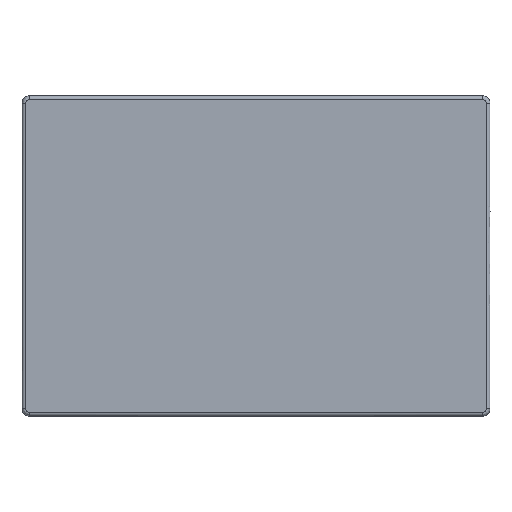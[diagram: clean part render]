
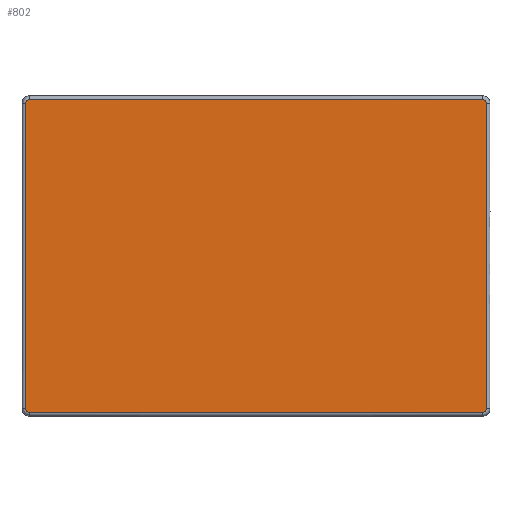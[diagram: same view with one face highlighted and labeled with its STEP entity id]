
A CAD part, top view. The second image highlights one B-rep face of the part: STEP entity #802.
In plain terms, the highlighted planar face has unit normal (0, 0, 1).
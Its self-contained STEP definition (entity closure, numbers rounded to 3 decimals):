
#34=CIRCLE('',#837,1.5);
#37=CIRCLE('',#840,1.5);
#39=CIRCLE('',#842,1.5);
#41=CIRCLE('',#844,1.5);
#93=FACE_OUTER_BOUND('',#140,.T.);
#140=EDGE_LOOP('',(#605,#606,#607,#608,#609,#610,#611,#612));
#191=LINE('',#1285,#271);
#193=LINE('',#1403,#273);
#195=LINE('',#1521,#275);
#196=LINE('',#1626,#276);
#271=VECTOR('',#930,10.);
#273=VECTOR('',#936,10.);
#275=VECTOR('',#942,10.);
#276=VECTOR('',#947,10.);
#351=VERTEX_POINT('',#1207);
#352=VERTEX_POINT('',#1218);
#354=VERTEX_POINT('',#1272);
#356=VERTEX_POINT('',#1336);
#358=VERTEX_POINT('',#1390);
#360=VERTEX_POINT('',#1454);
#362=VERTEX_POINT('',#1508);
#364=VERTEX_POINT('',#1572);
#425=EDGE_CURVE('',#351,#352,#34,.T.);
#430=EDGE_CURVE('',#352,#354,#191,.T.);
#433=EDGE_CURVE('',#354,#356,#37,.T.);
#436=EDGE_CURVE('',#356,#358,#193,.T.);
#439=EDGE_CURVE('',#358,#360,#39,.T.);
#442=EDGE_CURVE('',#360,#362,#195,.T.);
#445=EDGE_CURVE('',#362,#364,#41,.T.);
#446=EDGE_CURVE('',#364,#351,#196,.T.);
#605=ORIENTED_EDGE('',*,*,#425,.F.);
#606=ORIENTED_EDGE('',*,*,#446,.F.);
#607=ORIENTED_EDGE('',*,*,#445,.F.);
#608=ORIENTED_EDGE('',*,*,#442,.F.);
#609=ORIENTED_EDGE('',*,*,#439,.F.);
#610=ORIENTED_EDGE('',*,*,#436,.F.);
#611=ORIENTED_EDGE('',*,*,#433,.F.);
#612=ORIENTED_EDGE('',*,*,#430,.F.);
#767=PLANE('',#857);
#802=ADVANCED_FACE('',(#93),#767,.F.);
#837=AXIS2_PLACEMENT_3D('',#1219,#925,#926);
#840=AXIS2_PLACEMENT_3D('',#1349,#933,#934);
#842=AXIS2_PLACEMENT_3D('',#1467,#939,#940);
#844=AXIS2_PLACEMENT_3D('',#1585,#945,#946);
#857=AXIS2_PLACEMENT_3D('',#1674,#989,#990);
#925=DIRECTION('center_axis',(0.,0.,-1.));
#926=DIRECTION('ref_axis',(0.707,-0.707,0.));
#930=DIRECTION('',(-1.,0.,0.));
#933=DIRECTION('center_axis',(0.,0.,-1.));
#934=DIRECTION('ref_axis',(-0.707,-0.707,0.));
#936=DIRECTION('',(0.,1.,0.));
#939=DIRECTION('center_axis',(0.,0.,-1.));
#940=DIRECTION('ref_axis',(-0.707,0.707,0.));
#942=DIRECTION('',(1.,0.,0.));
#945=DIRECTION('center_axis',(0.,0.,-1.));
#946=DIRECTION('ref_axis',(0.707,0.707,0.));
#947=DIRECTION('',(0.,-1.,0.));
#989=DIRECTION('center_axis',(0.,0.,-1.));
#990=DIRECTION('ref_axis',(1.,0.,0.));
#1207=CARTESIAN_POINT('',(-69.25,-192.5,8.));
#1218=CARTESIAN_POINT('',(-70.75,-194.,8.));
#1219=CARTESIAN_POINT('Origin',(-70.75,-192.5,8.));
#1272=CARTESIAN_POINT('',(-254.75,-194.,8.));
#1285=CARTESIAN_POINT('',(-116.75,-194.,8.));
#1336=CARTESIAN_POINT('',(-256.25,-192.5,8.));
#1349=CARTESIAN_POINT('Origin',(-254.75,-192.5,8.));
#1390=CARTESIAN_POINT('',(-256.25,-68.5,8.));
#1403=CARTESIAN_POINT('',(-256.25,-161.5,8.));
#1454=CARTESIAN_POINT('',(-254.75,-67.,8.));
#1467=CARTESIAN_POINT('Origin',(-254.75,-68.5,8.));
#1508=CARTESIAN_POINT('',(-70.75,-67.,8.));
#1521=CARTESIAN_POINT('',(-208.75,-67.,8.));
#1572=CARTESIAN_POINT('',(-69.25,-68.5,8.));
#1585=CARTESIAN_POINT('Origin',(-70.75,-68.5,8.));
#1626=CARTESIAN_POINT('',(-69.25,-99.5,8.));
#1674=CARTESIAN_POINT('Origin',(-162.75,-130.5,8.));
